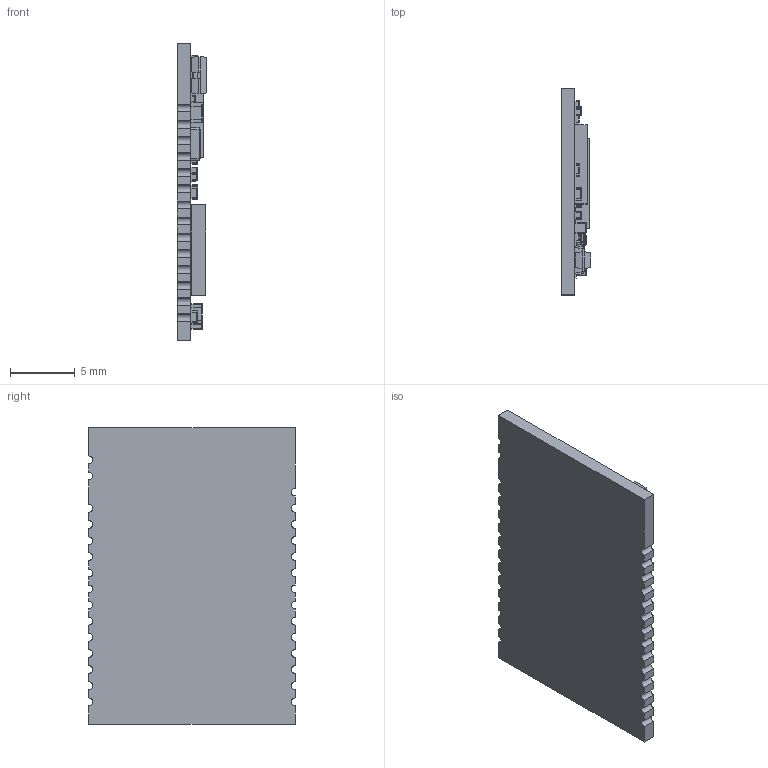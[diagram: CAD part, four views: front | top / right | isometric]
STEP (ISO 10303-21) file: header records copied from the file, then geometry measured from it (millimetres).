
FILE_DESCRIPTION(('Open CASCADE Model'),'2;1');
FILE_NAME('Open CASCADE Shape Model','2026-02-10T20:32:22',('Author'),( 'Open CASCADE'),'Open CASCADE STEP processor 7.7','Open CASCADE 7.7' ,'Unknown');
FILE_SCHEMA(('AUTOMOTIVE_DESIGN { 1 0 10303 214 1 1 1 1 }'));
Length unit declared in the file: millimetre
Products named in the file (41): Open CASCADE STEP translator 7.7 1; PCB; Board; C13; CAPC1005X56N_EIA_0402; C14; Y1; User_Library-Osc_KC2520; User_Library-Osc_KC2520_Imported_4; User_Library-Osc_KC2520_Imported_5; C12; C15; C17; C16; C19; C20; C1; CAPC1608X92N_EIA_0603; C2; C21; U2; SOT23-3; R6; RESC1005X40N_EIA_0402; C11; C18; U1; 1065359024; Extruded; C4; C5; C8; C3; R1; R2; U9; 1065358888; C7; R3; R4
Assembly tree (60 placements, depth 5):
  Open CASCADE STEP translator 7.7 1
    PCB
      Board
      C13
        CAPC1005X56N_EIA_0402
      C14
        CAPC1005X56N_EIA_0402
      Y1
        User_Library-Osc_KC2520
          User_Library-Osc_KC2520_Imported_4
          User_Library-Osc_KC2520_Imported_5
      C12
        CAPC1005X56N_EIA_0402
      C15
        CAPC1005X56N_EIA_0402
      C17
        CAPC1005X56N_EIA_0402
      C16
        CAPC1005X56N_EIA_0402
      C19
        CAPC1005X56N_EIA_0402
      C20
        CAPC1005X56N_EIA_0402
      C1
        CAPC1608X92N_EIA_0603
      C2
        CAPC1608X92N_EIA_0603
      C21
        CAPC1608X92N_EIA_0603
      U2
        SOT23-3
      R6
        RESC1005X40N_EIA_0402
      C11
        CAPC1608X92N_EIA_0603
      C18
        CAPC1005X56N_EIA_0402
      U1
        1065359024
          Extruded
      C4
        CAPC1005X56N_EIA_0402
      C5
        CAPC1005X56N_EIA_0402
      C8
        CAPC1005X56N_EIA_0402
      C3
        CAPC1005X56N_EIA_0402
      R1
        RESC1005X40N_EIA_0402
      R2
        RESC1005X40N_EIA_0402
      U9
        1065358888
          Extruded
      C7
        CAPC1005X56N_EIA_0402
      R3
        RESC1005X40N_EIA_0402
      R4
Bounding box: 2.31 x 16 x 23 mm (x, y, z)
Volume: 481 mm3; surface area: 1163.7 mm2
Topology: 29 solids, 29 shells, 1136 faces, 2478 edges, 1216 vertices
Faces by surface type: cylinder 519, plane 433, sphere 184
Entity records: 20756 total; most frequent: CARTESIAN_POINT 4511, DIRECTION 2866, LINE 1706, VECTOR 1706, ORIENTED_EDGE 1388, PCURVE 1388, DEFINITIONAL_REPRESENTATION 1388, EDGE_CURVE 694
